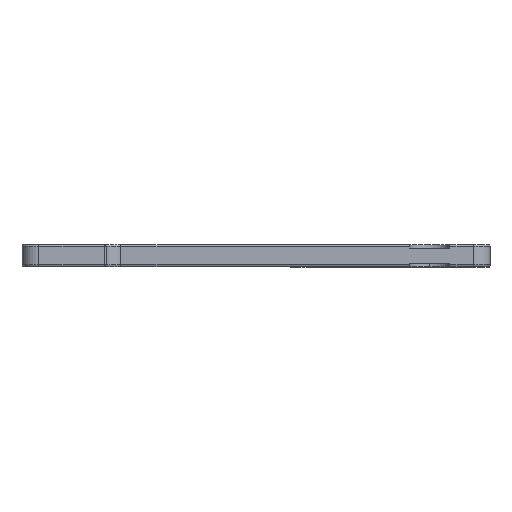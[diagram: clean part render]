
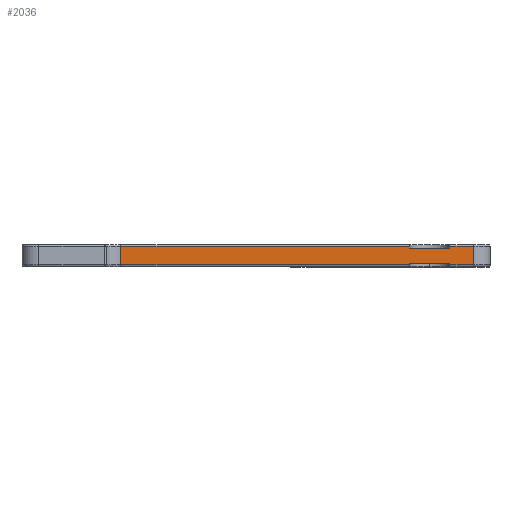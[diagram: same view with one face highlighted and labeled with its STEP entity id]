
A CAD part, top view. The second image highlights one B-rep face of the part: STEP entity #2036.
In plain terms, the highlighted planar face has unit normal (0, 0, 1).
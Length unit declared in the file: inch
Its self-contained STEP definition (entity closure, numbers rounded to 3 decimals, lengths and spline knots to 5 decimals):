
#1768 = VERTEX_POINT ( 'NONE', #5898 ) ;
#1773 = VERTEX_POINT ( 'NONE', #5892 ) ;
#1780 = VERTEX_POINT ( 'NONE', #5965 ) ;
#1783 = EDGE_CURVE ( 'NONE', #1773, #1780, #5962, .T. ) ;
#1815 = VERTEX_POINT ( 'NONE', #6103 ) ;
#1817 = EDGE_CURVE ( 'NONE', #1831, #1815, #6101, .T. ) ;
#1824 = EDGE_CURVE ( 'NONE', #1780, #1768, #6130, .T. ) ;
#1831 = VERTEX_POINT ( 'NONE', #6159 ) ;
#1833 = EDGE_CURVE ( 'NONE', #1768, #1831, #6157, .T. ) ;
#1868 = EDGE_CURVE ( 'NONE', #1880, #1869, #6334, .T. ) ;
#1869 = VERTEX_POINT ( 'NONE', #6326 ) ;
#1880 = VERTEX_POINT ( 'NONE', #6338 ) ;
#1882 = EDGE_CURVE ( 'NONE', #1815, #1880, #6384, .T. ) ;
#2003 = VERTEX_POINT ( 'NONE', #6802 ) ;
#2004 = ORIENTED_EDGE ( 'NONE', *, *, #2005, .F. ) ;
#2005 = EDGE_CURVE ( 'NONE', #2014, #2003, #6800, .T. ) ;
#2011 = ORIENTED_EDGE ( 'NONE', *, *, #2012, .F. ) ;
#2012 = EDGE_CURVE ( 'NONE', #2013, #2014, #6821, .T. ) ;
#2013 = VERTEX_POINT ( 'NONE', #6817 ) ;
#2014 = VERTEX_POINT ( 'NONE', #6816 ) ;
#2015 = ORIENTED_EDGE ( 'NONE', *, *, #2016, .T. ) ;
#2016 = EDGE_CURVE ( 'NONE', #2013, #2017, #6815, .T. ) ;
#2017 = VERTEX_POINT ( 'NONE', #6811 ) ;
#2018 = ORIENTED_EDGE ( 'NONE', *, *, #2019, .T. ) ;
#2019 = EDGE_CURVE ( 'NONE', #2017, #2033, #6862, .T. ) ;
#2020 = ORIENTED_EDGE ( 'NONE', *, *, #2032, .T. ) ;
#2021 = ORIENTED_EDGE ( 'NONE', *, *, #1783, .T. ) ;
#2022 = ORIENTED_EDGE ( 'NONE', *, *, #1824, .T. ) ;
#2023 = ORIENTED_EDGE ( 'NONE', *, *, #1833, .T. ) ;
#2032 = EDGE_CURVE ( 'NONE', #2033, #1773, #6894, .T. ) ;
#2033 = VERTEX_POINT ( 'NONE', #6886 ) ;
#2036 = ADVANCED_FACE ( 'NONE', ( #6879 ), #6921, .F. ) ;
#2037 = EDGE_LOOP ( 'NONE', ( #2011, #2015, #2018, #2020, #2021, #2022, #2023, #2081, #2082, #2083, #2084, #2004 ) ) ;
#2081 = ORIENTED_EDGE ( 'NONE', *, *, #1817, .T. ) ;
#2082 = ORIENTED_EDGE ( 'NONE', *, *, #1882, .T. ) ;
#2083 = ORIENTED_EDGE ( 'NONE', *, *, #1868, .T. ) ;
#2084 = ORIENTED_EDGE ( 'NONE', *, *, #2085, .T. ) ;
#2085 = EDGE_CURVE ( 'NONE', #1869, #2003, #7064, .T. ) ;
#5892 = CARTESIAN_POINT ( 'NONE',  ( -2.01614, -0.2487, 4.7397 ) ) ;
#5898 = CARTESIAN_POINT ( 'NONE',  ( 1.38612, -0.22902, 4.7397 ) ) ;
#5959 = DIRECTION ( 'NONE',  ( 1., 0., 0. ) ) ;
#5960 = VECTOR ( 'NONE', #5959, 39.37008 ) ;
#5961 = CARTESIAN_POINT ( 'NONE',  ( 2.331, -0.2487, 4.7397 ) ) ;
#5962 = LINE ( 'NONE', #5961, #5960 ) ;
#5965 = CARTESIAN_POINT ( 'NONE',  ( 1.38612, -0.2487, 4.7397 ) ) ;
#6098 = DIRECTION ( 'NONE',  ( 0., -1., 0. ) ) ;
#6099 = VECTOR ( 'NONE', #6098, 39.37008 ) ;
#6100 = CARTESIAN_POINT ( 'NONE',  ( 1.85856, -0.01248, 4.7397 ) ) ;
#6101 = LINE ( 'NONE', #6100, #6099 ) ;
#6103 = CARTESIAN_POINT ( 'NONE',  ( 1.85856, -0.2487, 4.7397 ) ) ;
#6127 = DIRECTION ( 'NONE',  ( 0., 1., 0. ) ) ;
#6128 = VECTOR ( 'NONE', #6127, 39.37008 ) ;
#6129 = CARTESIAN_POINT ( 'NONE',  ( 1.38612, -0.01248, 4.7397 ) ) ;
#6130 = LINE ( 'NONE', #6129, #6128 ) ;
#6154 = DIRECTION ( 'NONE',  ( 1., 0., 0. ) ) ;
#6155 = VECTOR ( 'NONE', #6154, 39.37008 ) ;
#6156 = CARTESIAN_POINT ( 'NONE',  ( 2.331, -0.22902, 4.7397 ) ) ;
#6157 = LINE ( 'NONE', #6156, #6155 ) ;
#6159 = CARTESIAN_POINT ( 'NONE',  ( 1.85856, -0.22902, 4.7397 ) ) ;
#6326 = CARTESIAN_POINT ( 'NONE',  ( 2.13415, -0.03217, 4.7397 ) ) ;
#6327 = DIRECTION ( 'NONE',  ( 0., 1., 0. ) ) ;
#6328 = VECTOR ( 'NONE', #6327, 39.37008 ) ;
#6329 = CARTESIAN_POINT ( 'NONE',  ( 2.13415, -0.01248, 4.7397 ) ) ;
#6334 = LINE ( 'NONE', #6329, #6328 ) ;
#6338 = CARTESIAN_POINT ( 'NONE',  ( 2.13415, -0.2487, 4.7397 ) ) ;
#6381 = DIRECTION ( 'NONE',  ( 1., 0., 0. ) ) ;
#6382 = VECTOR ( 'NONE', #6381, 39.37008 ) ;
#6383 = CARTESIAN_POINT ( 'NONE',  ( 2.331, -0.2487, 4.7397 ) ) ;
#6384 = LINE ( 'NONE', #6383, #6382 ) ;
#6797 = DIRECTION ( 'NONE',  ( 0., 1., 0. ) ) ;
#6798 = VECTOR ( 'NONE', #6797, 39.37008 ) ;
#6799 = CARTESIAN_POINT ( 'NONE',  ( 1.85856, -0.05185, 4.7397 ) ) ;
#6800 = LINE ( 'NONE', #6799, #6798 ) ;
#6802 = CARTESIAN_POINT ( 'NONE',  ( 1.85856, -0.03217, 4.7397 ) ) ;
#6811 = CARTESIAN_POINT ( 'NONE',  ( 1.38612, -0.03217, 4.7397 ) ) ;
#6812 = DIRECTION ( 'NONE',  ( 0., 1., 0. ) ) ;
#6813 = VECTOR ( 'NONE', #6812, 39.37008 ) ;
#6814 = CARTESIAN_POINT ( 'NONE',  ( 1.38612, -0.05185, 4.7397 ) ) ;
#6815 = LINE ( 'NONE', #6814, #6813 ) ;
#6816 = CARTESIAN_POINT ( 'NONE',  ( 1.85856, -0.05185, 4.7397 ) ) ;
#6817 = CARTESIAN_POINT ( 'NONE',  ( 1.38612, -0.05185, 4.7397 ) ) ;
#6818 = DIRECTION ( 'NONE',  ( 1., 0., 0. ) ) ;
#6819 = VECTOR ( 'NONE', #6818, 39.37008 ) ;
#6820 = CARTESIAN_POINT ( 'NONE',  ( 1.85856, -0.05185, 4.7397 ) ) ;
#6821 = LINE ( 'NONE', #6820, #6819 ) ;
#6859 = DIRECTION ( 'NONE',  ( -1., 0., 0. ) ) ;
#6860 = VECTOR ( 'NONE', #6859, 39.37008 ) ;
#6861 = CARTESIAN_POINT ( 'NONE',  ( -2.01614, -0.03217, 4.7397 ) ) ;
#6862 = LINE ( 'NONE', #6861, #6860 ) ;
#6879 = FACE_OUTER_BOUND ( 'NONE', #2037, .T. ) ;
#6886 = CARTESIAN_POINT ( 'NONE',  ( -2.01614, -0.03217, 4.7397 ) ) ;
#6887 = DIRECTION ( 'NONE',  ( 0., -1., 0. ) ) ;
#6888 = VECTOR ( 'NONE', #6887, 39.37008 ) ;
#6889 = CARTESIAN_POINT ( 'NONE',  ( -2.01614, -0.01248, 4.7397 ) ) ;
#6894 = LINE ( 'NONE', #6889, #6888 ) ;
#6917 = DIRECTION ( 'NONE',  ( -1., 0., 0. ) ) ;
#6918 = DIRECTION ( 'NONE',  ( 0., 0., -1. ) ) ;
#6919 = CARTESIAN_POINT ( 'NONE',  ( 2.331, -0.01248, 4.7397 ) ) ;
#6920 = AXIS2_PLACEMENT_3D ( 'NONE', #6919, #6918, #6917 ) ;
#6921 = PLANE ( 'NONE',  #6920 ) ;
#7061 = DIRECTION ( 'NONE',  ( -1., 0., 0. ) ) ;
#7062 = VECTOR ( 'NONE', #7061, 39.37008 ) ;
#7063 = CARTESIAN_POINT ( 'NONE',  ( -2.01614, -0.03217, 4.7397 ) ) ;
#7064 = LINE ( 'NONE', #7063, #7062 ) ;
